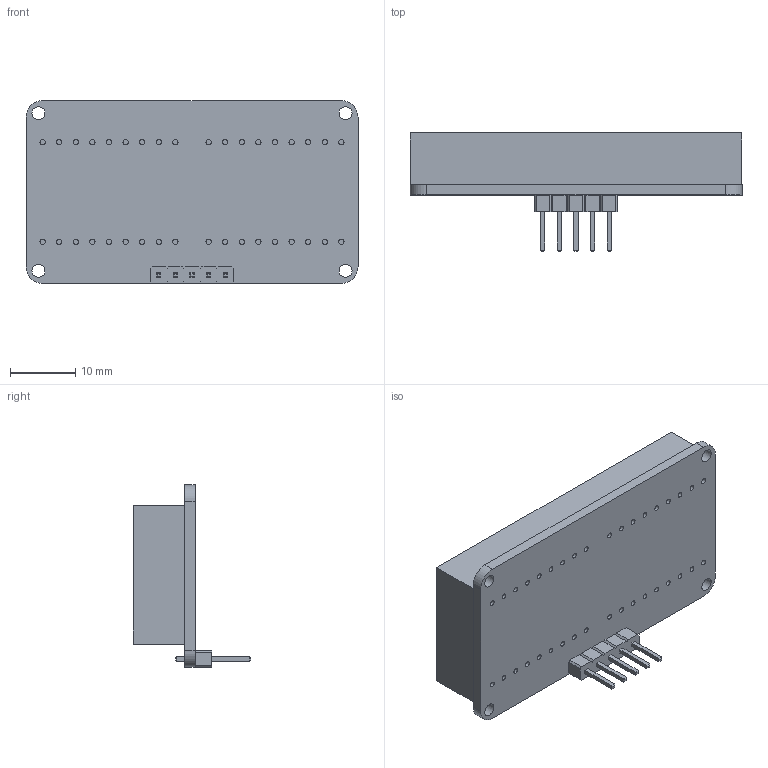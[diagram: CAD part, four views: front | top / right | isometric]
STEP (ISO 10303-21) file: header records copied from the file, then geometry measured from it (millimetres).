
FILE_DESCRIPTION(/* description */ (''),/* implementation_level */ '2;1');
FILE_NAME(/* name */ 'Adafruit_Alphanumeric_WithHeadersAndComponents v4.step',/* time_stamp */ '2022-04-04T16:57:29-05:00',/* author */ (''),/* organization */ (''),/* preprocessor_version */ 'ST-DEVELOPER v18.1',/* originating_system */ 'Autodesk Translation Framework v10.14.0.1471',/* authorisation */ '');
FILE_SCHEMA (('AUTOMOTIVE_DESIGN { 1 0 10303 214 3 1 1 }'));
Length unit declared in the file: inch
Products named in the file (5): Adafruit_Alphanumeric_WithHeadersAndComponents; Adafruit 0.54 Alphanumeric v0.1; _autosave-Adafruit 0.54 Alphanumeric v0.1 PCB; PinHeader_1x05_P2.54mm_Vertical; DisplayModules
Assembly tree (4 placements, depth 3):
  Adafruit_Alphanumeric_WithHeadersAndComponents
    Adafruit 0.54 Alphanumeric v0.1
      _autosave-Adafruit 0.54 Alphanumeric v0.1 PCB
    PinHeader_1x05_P2.54mm_Vertical
    DisplayModules
Bounding box: 50.8 x 18.04 x 27.94 mm (x, y, z)
Volume: 10816.2 mm3; surface area: 6761.8 mm2
Topology: 3 solids, 3 shells, 185 faces, 467 edges, 298 vertices
Faces by surface type: plane 136, cylinder 49
Full cylindrical faces by diameter (mm): 0.8 x36, 1 x5, 2 x4
Entity records: 5968 total; most frequent: CARTESIAN_POINT 960, DIRECTION 955, ORIENTED_EDGE 934, EDGE_CURVE 467, LINE 369, VECTOR 369, VERTEX_POINT 298, AXIS2_PLACEMENT_3D 293
